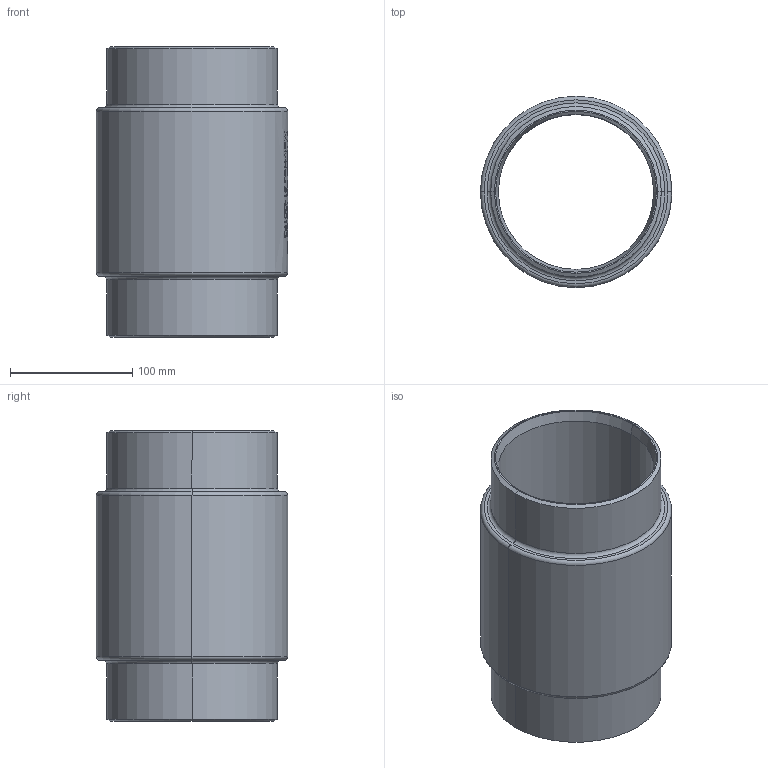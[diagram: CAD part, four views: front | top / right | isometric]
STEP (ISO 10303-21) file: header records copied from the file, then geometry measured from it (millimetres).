
FILE_DESCRIPTION (( 'STEP AP214' ), '1' );
FILE_NAME ('7110000_DN125_ PN40 51420192.STEP', '2022-03-18T09:55:58', ( 'axxx' ), ( 'Hewlett-Packard Company' ), 'SwSTEP 2.0', 'SolidWorks 2019', '' );
FILE_SCHEMA (( 'AUTOMOTIVE_DESIGN' ));
Length unit declared in the file: millimetre
Products named in the file (1): 7110000_DN125_ PN40 51420192
Bounding box: 156.6 x 156.6 x 238 mm (x, y, z)
Volume: 1158725.6 mm3; surface area: 220224.5 mm2
Topology: 1 solids, 1 shells, 502 faces, 1295 edges, 858 vertices
Faces by surface type: plane 260, bspline 199, cylinder 27, torus 8, cone 8
Entity records: 27332 total; most frequent: CARTESIAN_POINT 16448, ORIENTED_EDGE 2590, DIRECTION 1565, EDGE_CURVE 1295, VERTEX_POINT 858, VECTOR 741, LINE 741, EDGE_LOOP 567
